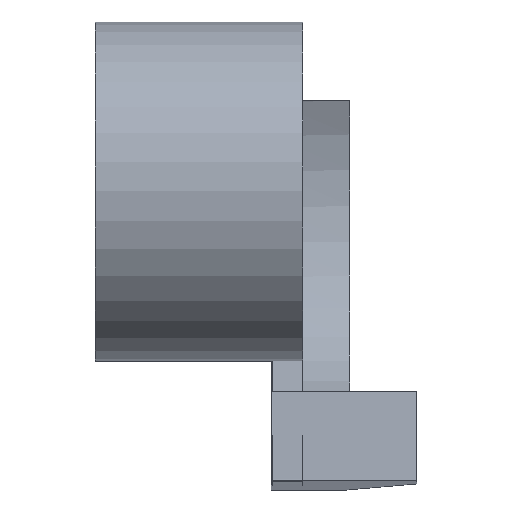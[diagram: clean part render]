
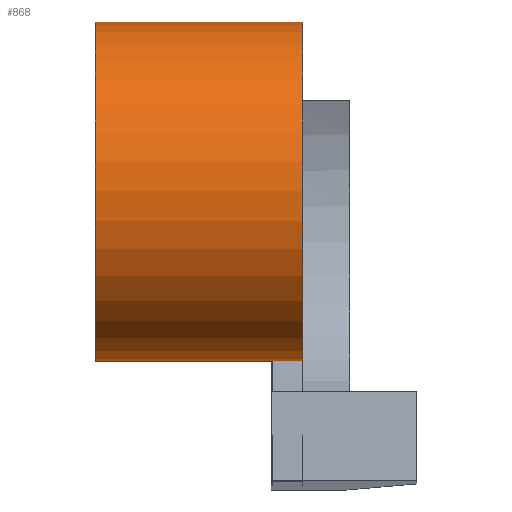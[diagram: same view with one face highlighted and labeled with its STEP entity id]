
A CAD part, top view. The second image highlights one B-rep face of the part: STEP entity #868.
In plain terms, the highlighted cylindrical face has radius 3.35 mm (diameter 6.7 mm), a full revolution.
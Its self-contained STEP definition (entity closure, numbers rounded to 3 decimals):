
#31=CYLINDRICAL_SURFACE('',#953,3.35);
#51=FACE_OUTER_BOUND('',#107,.T.);
#107=EDGE_LOOP('',(#623,#624,#625,#626));
#158=CIRCLE('',#947,3.35);
#162=CIRCLE('',#954,3.35);
#184=LINE('',#1313,#284);
#284=VECTOR('',#1072,2.75);
#384=VERTEX_POINT('',#1298);
#388=VERTEX_POINT('',#1311);
#471=EDGE_CURVE('',#384,#384,#158,.F.);
#477=EDGE_CURVE('',#388,#388,#162,.F.);
#478=EDGE_CURVE('',#388,#384,#184,.T.);
#623=ORIENTED_EDGE('',*,*,#477,.F.);
#624=ORIENTED_EDGE('',*,*,#478,.T.);
#625=ORIENTED_EDGE('',*,*,#471,.F.);
#626=ORIENTED_EDGE('',*,*,#478,.F.);
#868=ADVANCED_FACE('',(#51),#31,.T.);
#947=AXIS2_PLACEMENT_3D('',#1299,#1054,#1055);
#953=AXIS2_PLACEMENT_3D('',#1310,#1068,#1069);
#954=AXIS2_PLACEMENT_3D('',#1312,#1070,#1071);
#1054=DIRECTION('center_axis',(-1.,0.,0.));
#1055=DIRECTION('ref_axis',(0.,0.,
1.));
#1068=DIRECTION('center_axis',(-1.,0.,0.));
#1069=DIRECTION('ref_axis',(0.,0.,
1.));
#1070=DIRECTION('center_axis',(1.,0.,0.));
#1071=DIRECTION('ref_axis',(0.,0.,
1.));
#1072=DIRECTION('',(1.,0.,0.));
#1298=CARTESIAN_POINT('',(-5.57,8.142,-18.05));
#1299=CARTESIAN_POINT('Origin',(-5.57,8.142,-14.7));
#1310=CARTESIAN_POINT('Origin',(-7.62,8.142,-14.7));
#1311=CARTESIAN_POINT('',(-9.67,8.142,-18.05));
#1312=CARTESIAN_POINT('Origin',(-9.67,8.142,-14.7));
#1313=CARTESIAN_POINT('',(-7.62,8.142,-18.05));
